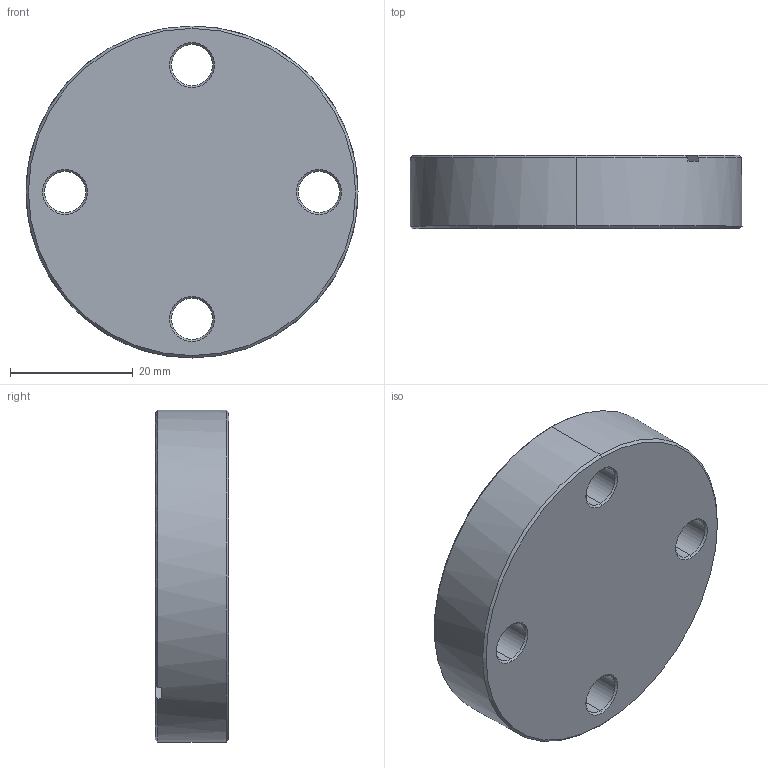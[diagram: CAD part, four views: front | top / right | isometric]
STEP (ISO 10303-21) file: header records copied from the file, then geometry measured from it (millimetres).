
FILE_DESCRIPTION (( 'STEP AP214' ), '1' );
FILE_NAME ('Hositrad_CF25-B.STEP', '2017-08-22T07:44:02', ( 'Gebruiker' ), ( '' ), 'SwSTEP 2.0', 'SolidWorks 2017', '' );
FILE_SCHEMA (( 'AUTOMOTIVE_DESIGN' ));
Length unit declared in the file: millimetre
Products named in the file (1): Hositrad_CF25-B
Bounding box: 54 x 11.9 x 54 mm (x, y, z)
Volume: 24507.1 mm3; surface area: 7449.5 mm2
Topology: 1 solids, 1 shells, 47 faces, 112 edges, 67 vertices
Faces by surface type: cone 25, cylinder 12, plane 10
Entity records: 1413 total; most frequent: DIRECTION 261, CARTESIAN_POINT 239, ORIENTED_EDGE 224, EDGE_CURVE 112, AXIS2_PLACEMENT_3D 105, VERTEX_POINT 67, CIRCLE 57, EDGE_LOOP 55
